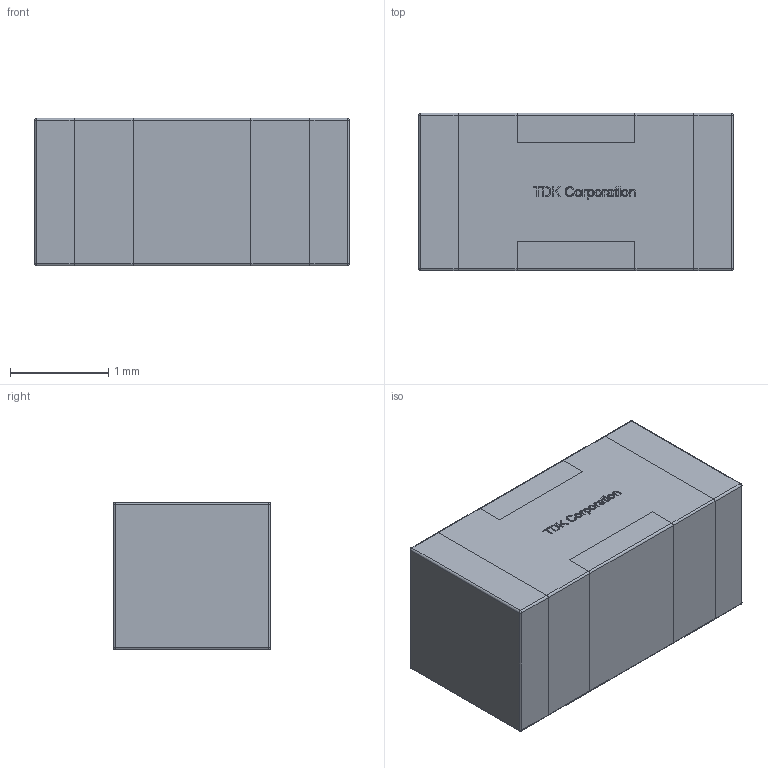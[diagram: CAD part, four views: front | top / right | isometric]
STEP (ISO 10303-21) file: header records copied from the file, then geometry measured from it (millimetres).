
FILE_DESCRIPTION(/* description */ (''),/* implementation_level */ '2;1');
FILE_NAME(/* name */ 'TDK Corporation YFF31AH2A105MT0Y0N.stp',/* time_stamp */ '2019-07-26T03:08:22+02:00',/* author */ ('BMT'),/* organization */ (''),/* preprocessor_version */ 'ST-DEVELOPER v16.5',/* originating_system */ 'Autodesk Inventor 2017',/* authorisation */ '');
FILE_SCHEMA (('AUTOMOTIVE_DESIGN { 1 0 10303 214 3 1 1 }'));
Length unit declared in the file: millimetre
Products named in the file (4): TDK Corporation YFF31AH2A105MT0Y0N; TDK Corporation YFF31AH2A105MT0Y0N 1; Part15; TDK Corporation YFF31AH2A105MT0Y0N 1_1
Assembly tree (3 placements, depth 2):
  TDK Corporation YFF31AH2A105MT0Y0N
    TDK Corporation YFF31AH2A105MT0Y0N 1
    Part15
    TDK Corporation YFF31AH2A105MT0Y0N 1_1
Bounding box: 3.2 x 1.6 x 1.5 mm (x, y, z)
Volume: 7.7 mm3; surface area: 46.7 mm2
Topology: 4 solids, 4 shells, 267 faces, 690 edges, 452 vertices
Faces by surface type: plane 142, bspline 89, cylinder 28, sphere 8
Entity records: 8852 total; most frequent: CARTESIAN_POINT 2726, ORIENTED_EDGE 1380, DIRECTION 954, EDGE_CURVE 690, LINE 458, VECTOR 458, VERTEX_POINT 452, EDGE_LOOP 288
